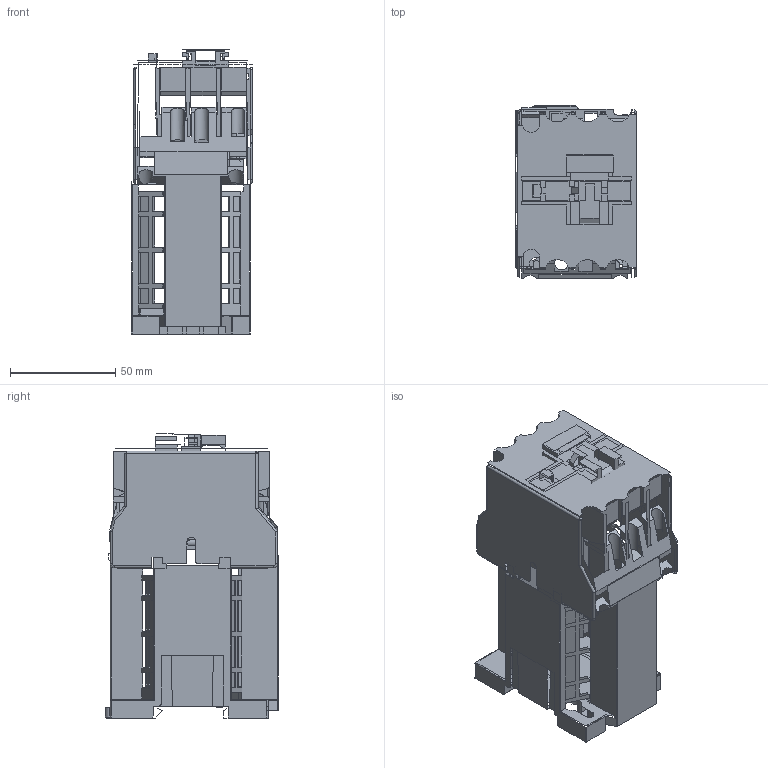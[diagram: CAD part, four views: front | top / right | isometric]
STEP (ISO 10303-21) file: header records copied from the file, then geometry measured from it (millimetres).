
FILE_DESCRIPTION((''),'2;1');
FILE_NAME('NC1-32Z','2020-09-08T',('zhengmc'),(''),'CREO PARAMETRIC BY PTC INC, 2015480','CREO PARAMETRIC BY PTC INC, 2015480','');
FILE_SCHEMA(('CONFIG_CONTROL_DESIGN'));
Length unit declared in the file: millimetre
Products named in the file (1): NC1-32Z
Bounding box: 57.55 x 82.3 x 135.1 mm (x, y, z)
Surface area: 55088.8 mm2 (no closed solid volume)
Topology: 0 solids, 46 shells, 265 faces, 1876 edges, 1580 vertices
Faces by surface type: plane 215, cylinder 44, bspline 4, torus 2
Entity records: 18986 total; most frequent: CARTESIAN_POINT 4822, DIRECTION 2448, ORIENTED_EDGE 2257, EDGE_CURVE 1876, VECTOR 1636, LINE 1636, VERTEX_POINT 1580, AXIS2_PLACEMENT_3D 406
